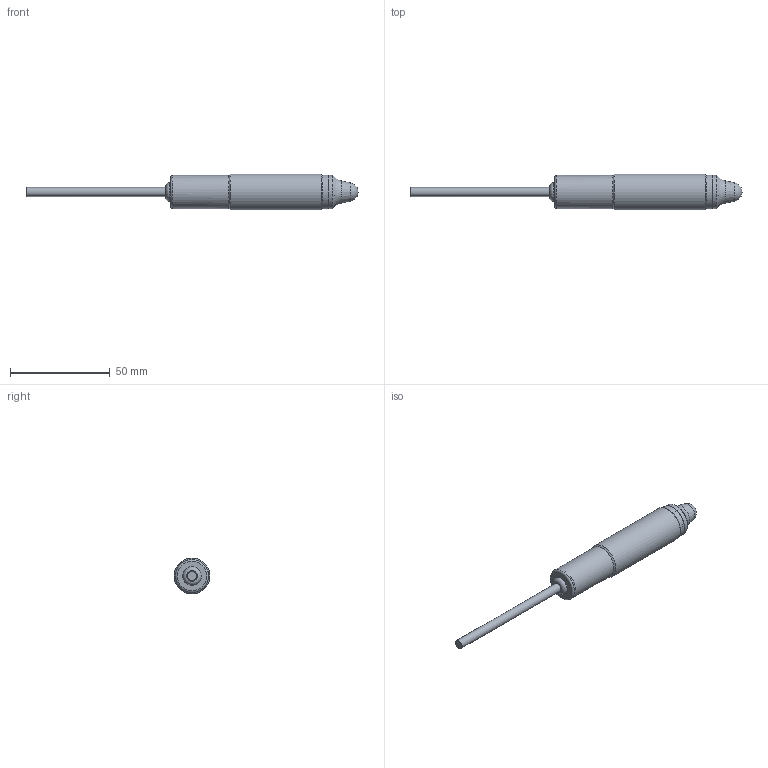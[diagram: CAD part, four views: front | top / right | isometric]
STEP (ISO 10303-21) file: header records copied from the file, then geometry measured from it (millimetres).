
FILE_DESCRIPTION( ( 'Unknown' ), '1' );
FILE_NAME( 'LBFS-x27xxx.step', 'Unknown', ( 'Unknown' ), ( 'Unknown' ), 'PSStep 15.0.49', 'Unknown', ' ' );
FILE_SCHEMA( ( 'AUTOMOTIVE_DESIGN { 1 0 10303 214 1 1 1 1 }' ) );
Length unit declared in the file: millimetre
Products named in the file (1): Gummi tylle
Bounding box: 166.36 x 18 x 18 mm (x, y, z)
Volume: 8883.6 mm3; surface area: 11326.2 mm2
Topology: 1 solids, 4 shells, 139 faces, 347 edges, 221 vertices
Faces by surface type: cylinder 57, plane 41, torus 23, cone 16, sphere 2
Full cylindrical faces by diameter (mm): 2.3 x2, 4.534 x2, 6.2 x1, 8 x1, 8.3 x1, 9.3 x1, 12 x2, 12.6 x1, 12.917 x1, 15 x3, 15.3 x1, 15.6 x2, 16 x1, 16.6 x1, 16.644 x1, 16.8 x1, 18 x1
Entity records: 5054 total; most frequent: CARTESIAN_POINT 932, DIRECTION 652, ORIENTED_EDGE 542, AXIS2_PLACEMENT_3D 281, EDGE_CURVE 271, EDGE_LOOP 198, VERTEX_POINT 195, FACE_OUTER_BOUND 173
